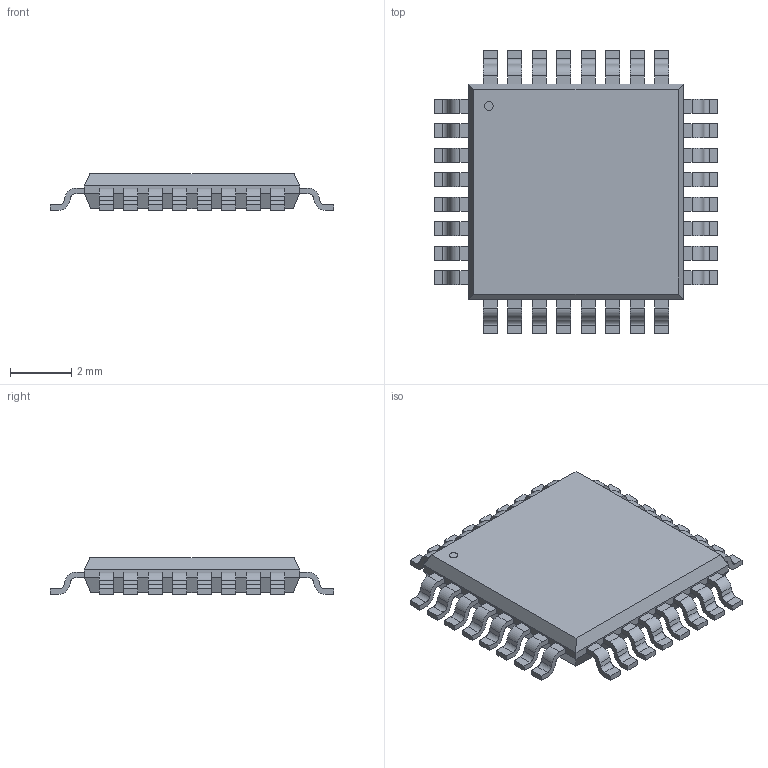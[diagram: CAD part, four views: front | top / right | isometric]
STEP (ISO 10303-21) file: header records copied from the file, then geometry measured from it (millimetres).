
FILE_DESCRIPTION(('STEP AP214'),'1');
FILE_NAME('32A-L','2019-04-22T21:59:02',(''),(''),'','','');
FILE_SCHEMA(('AUTOMOTIVE_DESIGN'));
Length unit declared in the file: millimetre
Products named in the file (1): product
Bounding box: 9.25 x 9.25 x 1.2 mm (x, y, z)
Volume: 0 mm3; surface area: 184.5 mm2
Topology: 1 solids, 463 shells, 465 faces, 2363 edges, 2362 vertices
Faces by surface type: plane 336, cylinder 129
Full cylindrical faces by diameter (mm): 0.28 x1
Entity records: 26022 total; most frequent: CARTESIAN_POINT 5191, VERTEX_POINT 4722, DIRECTION 3810, ORIENTED_EDGE 2364, EDGE_CURVE 2362, LINE 1848, VECTOR 1848, AXIS2_PLACEMENT_3D 981
